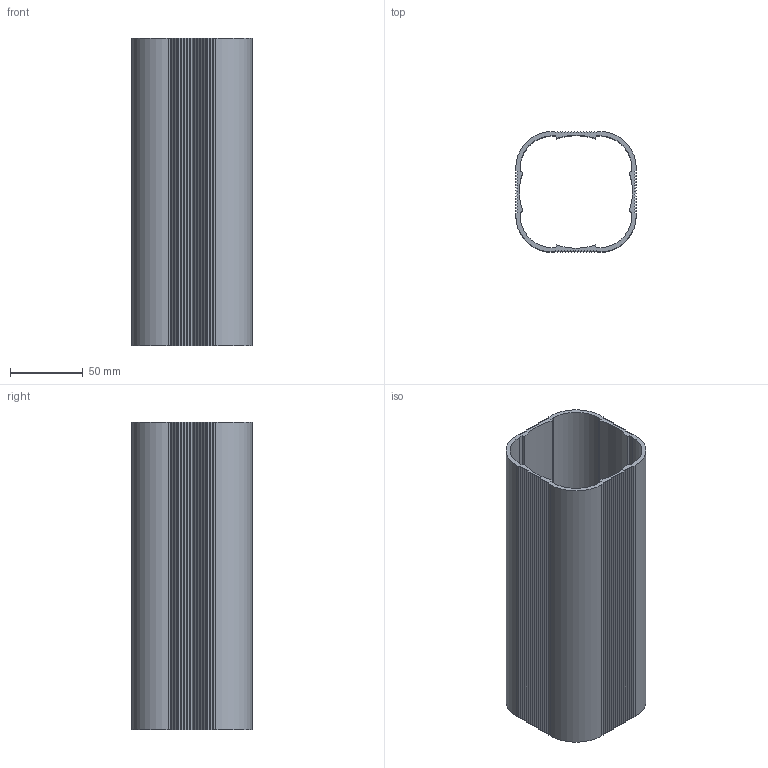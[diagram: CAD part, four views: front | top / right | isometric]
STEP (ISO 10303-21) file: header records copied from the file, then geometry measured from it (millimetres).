
FILE_DESCRIPTION (( 'STEP AP203' ), '1' );
FILE_NAME ('fut_Défaut_sldprt.STEP', '2016-04-22T08:44:42', ( '' ), ( '' ), 'SwSTEP 2.0', 'SolidWorks 2014', '' );
FILE_SCHEMA (( 'CONFIG_CONTROL_DESIGN' ));
Length unit declared in the file: millimetre
Products named in the file (1): fut_Défaut_sldprt
Bounding box: 83 x 83 x 212 mm (x, y, z)
Volume: 172421.4 mm3; surface area: 133393.7 mm2
Topology: 1 solids, 1 shells, 159 faces, 471 edges, 314 vertices
Faces by surface type: plane 146, cylinder 13
Entity records: 5312 total; most frequent: CARTESIAN_POINT 945, ORIENTED_EDGE 942, DIRECTION 817, EDGE_CURVE 471, LINE 445, VECTOR 445, VERTEX_POINT 314, AXIS2_PLACEMENT_3D 186
